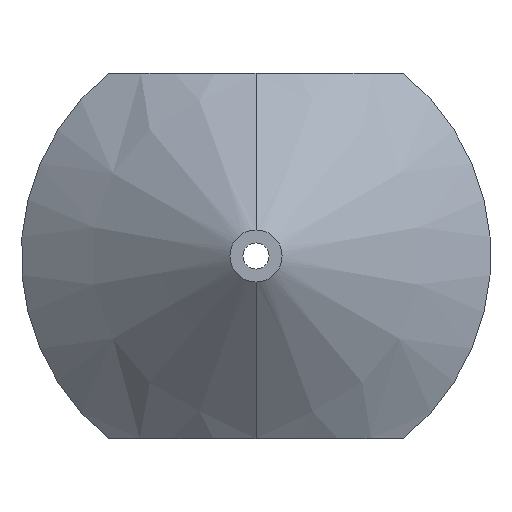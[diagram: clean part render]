
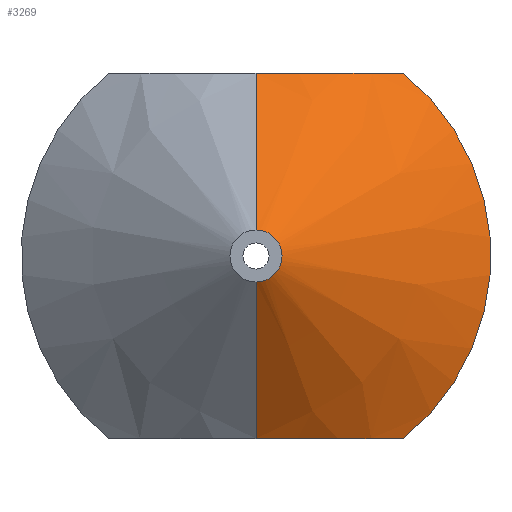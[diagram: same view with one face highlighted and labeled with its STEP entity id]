
A CAD part, front view. The second image highlights one B-rep face of the part: STEP entity #3269.
In plain terms, the highlighted conical face has half-angle 53.13 degrees and reference radius 0.5 mm.
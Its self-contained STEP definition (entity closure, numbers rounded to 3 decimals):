
#16 = VERTEX_POINT ( 'NONE', #627 ) ;
#81 = CARTESIAN_POINT ( 'NONE',  ( 2.828, 3., 3.5 ) ) ;
#85 = CARTESIAN_POINT ( 'NONE',  ( 0., 2.25, 3.5 ) ) ;
#104 = CARTESIAN_POINT ( 'NONE',  ( 2.828, 3., -3.5 ) ) ;
#217 = EDGE_LOOP ( 'NONE', ( #721, #737, #688, #727, #724, #462 ) ) ;
#275 = VERTEX_POINT ( 'NONE', #285 ) ;
#285 = CARTESIAN_POINT ( 'NONE',  ( 0., 0., -0.5 ) ) ;
#430 = CARTESIAN_POINT ( 'NONE',  ( 0., 2.25, -3.5 ) ) ;
#462 = ORIENTED_EDGE ( 'NONE', *, *, #3050, .F. ) ;
#627 = CARTESIAN_POINT ( 'NONE',  ( 0., 0., 0.5 ) ) ;
#658 = VERTEX_POINT ( 'NONE', #104 ) ;
#662 = VERTEX_POINT ( 'NONE', #81 ) ;
#668 = VERTEX_POINT ( 'NONE', #85 ) ;
#688 = ORIENTED_EDGE ( 'NONE', *, *, #3047, .T. ) ;
#716 = VERTEX_POINT ( 'NONE', #430 ) ;
#721 = ORIENTED_EDGE ( 'NONE', *, *, #3045, .F. ) ;
#724 = ORIENTED_EDGE ( 'NONE', *, *, #3049, .T. ) ;
#727 = ORIENTED_EDGE ( 'NONE', *, *, #3048, .T. ) ;
#737 = ORIENTED_EDGE ( 'NONE', *, *, #3046, .T. ) ;
#882 = VECTOR ( 'NONE', #1414, 1000. ) ;
#895 = CIRCLE ( 'NONE', #924, 4.5 ) ;
#896 = VECTOR ( 'NONE', #1550, 1000. ) ;
#921 = AXIS2_PLACEMENT_3D ( 'NONE', #1410, #1351, #1564 ) ;
#924 = AXIS2_PLACEMENT_3D ( 'NONE', #1321, #1461, #1445 ) ;
#938 = CIRCLE ( 'NONE', #921, 0.5 ) ;
#1052 = DIRECTION ( 'NONE',  ( 0., 1., 0. ) ) ;
#1073 = FACE_OUTER_BOUND ( 'NONE', #217, .T. ) ;
#1075 = CARTESIAN_POINT ( 'NONE',  ( 0., 0., 0. ) ) ;
#1077 = DIRECTION ( 'NONE',  ( 0., 0., 1. ) ) ;
#1315 = CARTESIAN_POINT ( 'NONE',  ( 0., 2.25, 3.5 ) ) ;
#1321 = CARTESIAN_POINT ( 'NONE',  ( 0., 3., 0. ) ) ;
#1350 = CARTESIAN_POINT ( 'NONE',  ( 0., 0., 0.5 ) ) ;
#1351 = DIRECTION ( 'NONE',  ( 0., -1., 0. ) ) ;
#1353 = CARTESIAN_POINT ( 'NONE',  ( 0.978, 2.331, 3.5 ) ) ;
#1355 = CARTESIAN_POINT ( 'NONE',  ( 0., 0., -0.5 ) ) ;
#1410 = CARTESIAN_POINT ( 'NONE',  ( 0., 0., 0. ) ) ;
#1411 = LINE ( 'NONE', #1350, #896 ) ;
#1412 = LINE ( 'NONE', #1355, #882 ) ;
#1413 = CARTESIAN_POINT ( 'NONE',  ( 1.686, 2.534, -3.5 ) ) ;
#1414 = DIRECTION ( 'NONE',  ( 0., 0.6, -0.8 ) ) ;
#1415 = CARTESIAN_POINT ( 'NONE',  ( 0.496, 2.25, -3.5 ) ) ;
#1444 = CARTESIAN_POINT ( 'NONE',  ( 2.381, 2.796, 3.5 ) ) ;
#1445 = DIRECTION ( 'NONE',  ( 0., 0., -1. ) ) ;
#1459 = CARTESIAN_POINT ( 'NONE',  ( 1.92, 2.616, 3.5 ) ) ;
#1460 = CARTESIAN_POINT ( 'NONE',  ( 1.686, 2.534, 3.5 ) ) ;
#1461 = DIRECTION ( 'NONE',  ( 0., -1., 0. ) ) ;
#1462 = CARTESIAN_POINT ( 'NONE',  ( 2.606, 2.895, 3.5 ) ) ;
#1480 = CARTESIAN_POINT ( 'NONE',  ( 2.381, 2.796, -3.5 ) ) ;
#1487 = CARTESIAN_POINT ( 'NONE',  ( 2.828, 3., 3.5 ) ) ;
#1550 = DIRECTION ( 'NONE',  ( 0., 0.6, 0.8 ) ) ;
#1561 = CARTESIAN_POINT ( 'NONE',  ( 0., 2.25, -3.5 ) ) ;
#1562 = CARTESIAN_POINT ( 'NONE',  ( 1.92, 2.616, -3.5 ) ) ;
#1564 = DIRECTION ( 'NONE',  ( 0., 0., -1. ) ) ;
#1565 = CARTESIAN_POINT ( 'NONE',  ( 0.978, 2.331, -3.5 ) ) ;
#1568 = CARTESIAN_POINT ( 'NONE',  ( 2.828, 3., -3.5 ) ) ;
#1591 = CARTESIAN_POINT ( 'NONE',  ( 2.606, 2.895, -3.5 ) ) ;
#1593 = CARTESIAN_POINT ( 'NONE',  ( 0.496, 2.25, 3.5 ) ) ;
#3045 = EDGE_CURVE ( 'NONE', #275, #16, #938, .T. ) ;
#3046 = EDGE_CURVE ( 'NONE', #275, #716, #1412, .T. ) ;
#3047 = EDGE_CURVE ( 'NONE', #716, #658, #4640, .T. ) ;
#3048 = EDGE_CURVE ( 'NONE', #658, #662, #895, .T. ) ;
#3049 = EDGE_CURVE ( 'NONE', #662, #668, #4632, .T. ) ;
#3050 = EDGE_CURVE ( 'NONE', #16, #668, #1411, .T. ) ;
#3269 = ADVANCED_FACE ( 'NONE', ( #1073 ), #4467, .T. ) ;
#4467 = CONICAL_SURFACE ( 'NONE', #4480, 0.5, 0.927 ) ;
#4480 = AXIS2_PLACEMENT_3D ( 'NONE', #1075, #1052, #1077 ) ;
#4632 = B_SPLINE_CURVE_WITH_KNOTS ( 'NONE', 3,
 ( #1487, #1462, #1444, #1459, #1460, #1353, #1593, #1315 ),
 .UNSPECIFIED., .F., .F.,
 ( 4, 2, 2, 4 ),
 ( 0.024, 0.025, 0.025, 0.027 ),
 .UNSPECIFIED. ) ;
#4640 = B_SPLINE_CURVE_WITH_KNOTS ( 'NONE', 3,
 ( #1561, #1415, #1565, #1413, #1562, #1480, #1591, #1568 ),
 .UNSPECIFIED., .F., .F.,
 ( 4, 2, 2, 4 ),
 ( 0.026, 0.027, 0.028, 0.029 ),
 .UNSPECIFIED. ) ;
